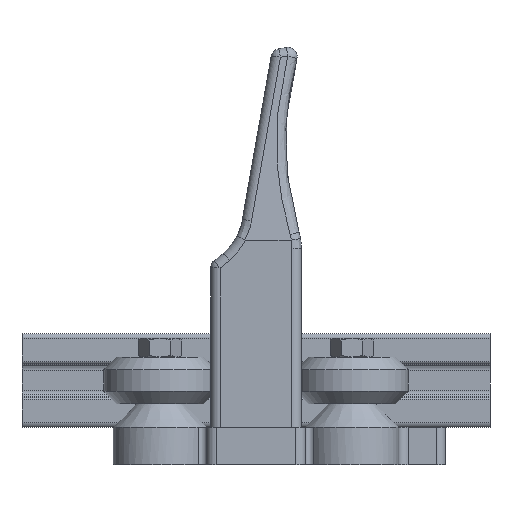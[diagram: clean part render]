
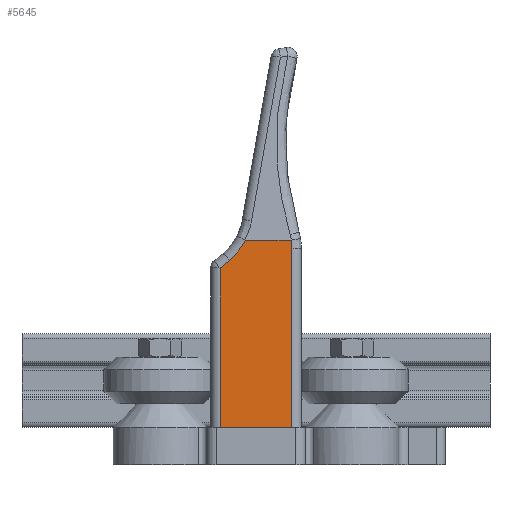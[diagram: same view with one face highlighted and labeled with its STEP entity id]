
A CAD part, left-side view. The second image highlights one B-rep face of the part: STEP entity #5645.
In plain terms, the highlighted face is planar.
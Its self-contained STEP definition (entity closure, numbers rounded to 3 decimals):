
#184=B_SPLINE_CURVE_WITH_KNOTS('',3,(#15480,#15481,#15482,#15483),
 .UNSPECIFIED.,.F.,.F.,(4,4),(0.104,0.278),
 .UNSPECIFIED.);
#454=PLANE('',#6322);
#770=FACE_OUTER_BOUND('',#1114,.T.);
#1114=EDGE_LOOP('',(#5145,#5146,#5147,#5148,#5149,#5150,#5151));
#1464=LINE('',#15340,#1843);
#1469=LINE('',#15439,#1848);
#1473=LINE('',#15628,#1852);
#1493=LINE('',#15995,#1872);
#1495=LINE('',#16000,#1874);
#1843=VECTOR('',#7749,10.);
#1848=VECTOR('',#7772,10.);
#1852=VECTOR('',#7798,10.);
#1872=VECTOR('',#7902,10.);
#1874=VECTOR('',#7910,10.);
#2121=CIRCLE('',#6269,14.);
#2625=VERTEX_POINT('',#15337);
#2626=VERTEX_POINT('',#15339);
#2634=VERTEX_POINT('',#15433);
#2637=VERTEX_POINT('',#15442);
#2641=VERTEX_POINT('',#15478);
#2642=VERTEX_POINT('',#15479);
#2649=VERTEX_POINT('',#15624);
#3415=EDGE_CURVE('',#2625,#2626,#1464,.T.);
#3428=EDGE_CURVE('',#2626,#2634,#1469,.T.);
#3430=EDGE_CURVE('',#2634,#2637,#2121,.T.);
#3436=EDGE_CURVE('',#2641,#2642,#184,.T.);
#3449=EDGE_CURVE('',#2642,#2649,#1473,.T.);
#3505=EDGE_CURVE('',#2649,#2625,#1493,.T.);
#3507=EDGE_CURVE('',#2637,#2641,#1495,.F.);
#5145=ORIENTED_EDGE('',*,*,#3415,.F.);
#5146=ORIENTED_EDGE('',*,*,#3505,.F.);
#5147=ORIENTED_EDGE('',*,*,#3449,.F.);
#5148=ORIENTED_EDGE('',*,*,#3436,.F.);
#5149=ORIENTED_EDGE('',*,*,#3507,.F.);
#5150=ORIENTED_EDGE('',*,*,#3430,.F.);
#5151=ORIENTED_EDGE('',*,*,#3428,.F.);
#5645=ADVANCED_FACE('',(#770),#454,.T.);
#6269=AXIS2_PLACEMENT_3D('',#15443,#7777,#7778);
#6322=AXIS2_PLACEMENT_3D('',#15999,#7908,#7909);
#7749=DIRECTION('',(-1.,0.,0.));
#7772=DIRECTION('',(-0.643,0.,0.766));
#7777=DIRECTION('center_axis',(0.,-1.,0.));
#7778=DIRECTION('ref_axis',(0.657,0.,0.754));
#7798=DIRECTION('',(1.,0.,0.));
#7902=DIRECTION('',(0.,0.,-1.));
#7908=DIRECTION('center_axis',(0.,-1.,0.));
#7909=DIRECTION('ref_axis',(0.,0.,-1.));
#7910=DIRECTION('',(0.,0.,-1.));
#15337=CARTESIAN_POINT('',(40.,0.,-4.));
#15339=CARTESIAN_POINT('',(5.967,0.,-4.));
#15340=CARTESIAN_POINT('',(0.,0.,-4.));
#15433=CARTESIAN_POINT('',(4.34,0.,-2.06));
#15439=CARTESIAN_POINT('',(-2.942,0.,6.618));
#15442=CARTESIAN_POINT('',(0.,0.,1.4));
#15443=CARTESIAN_POINT('Origin',(-6.385,0.,-11.059));
#15478=CARTESIAN_POINT('',(0.,0.,11.215));
#15479=CARTESIAN_POINT('',(1.731,0.,11.366));
#15480=CARTESIAN_POINT('Ctrl Pts',(0.,0.,11.215));
#15481=CARTESIAN_POINT('Ctrl Pts',(0.571,0.,11.315));
#15482=CARTESIAN_POINT('Ctrl Pts',(1.151,0.,11.366));
#15483=CARTESIAN_POINT('Ctrl Pts',(1.731,0.,11.366));
#15624=CARTESIAN_POINT('',(40.,0.,11.366));
#15628=CARTESIAN_POINT('',(0.,0.,11.366));
#15995=CARTESIAN_POINT('',(40.,0.,13.366));
#15999=CARTESIAN_POINT('Origin',(0.,0.,13.366));
#16000=CARTESIAN_POINT('',(0.,0.,10.024));
